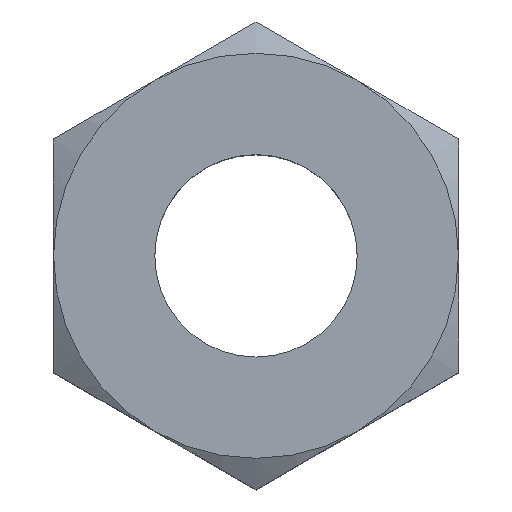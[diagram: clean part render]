
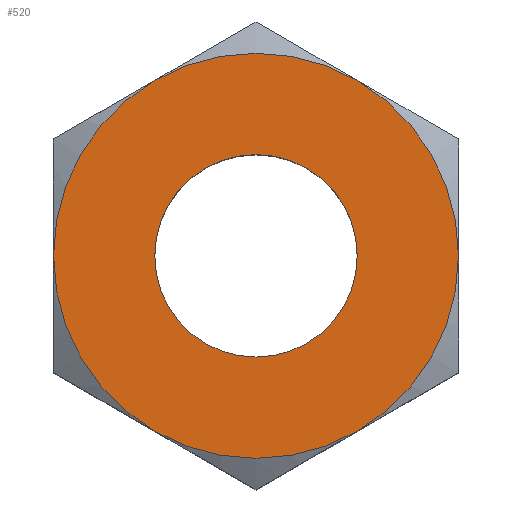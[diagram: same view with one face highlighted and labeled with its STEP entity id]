
A CAD part, top view. The second image highlights one B-rep face of the part: STEP entity #520.
In plain terms, the highlighted planar face has unit normal (0, 0, 1).
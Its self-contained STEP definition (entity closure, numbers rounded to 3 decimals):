
#10=CARTESIAN_POINT('',(3.75,0.,0.));
#20=DIRECTION('',(0.,0.,-1.));
#30=DIRECTION('',(1.,0.,0.));
#40=AXIS2_PLACEMENT_3D('',#10,#20,#30);
#50=PLANE('',#40);
#60=CARTESIAN_POINT('',(0.,0.,0.));
#70=DIRECTION('',(0.,0.,-1.));
#80=DIRECTION('',(1.,0.,0.));
#90=AXIS2_PLACEMENT_3D('',#60,#70,#80);
#100=CIRCLE('',#90,2.5);
#110=CARTESIAN_POINT('',(2.5,0.,0.));
#120=VERTEX_POINT('',#110);
#130=CARTESIAN_POINT('',(-2.5,0.,0.));
#140=VERTEX_POINT('',#130);
#150=EDGE_CURVE('',#120,#140,#100,.T.);
#160=ORIENTED_EDGE('',*,*,#150,.T.);
#170=EDGE_CURVE('',#140,#120,#100,.T.);
#180=ORIENTED_EDGE('',*,*,#170,.T.);
#190=EDGE_LOOP('',(#180,#160));
#200=FACE_BOUND('',#190,.T.);
#210=CARTESIAN_POINT('',(0.,0.,0.));
#220=DIRECTION('',(0.,0.,-1.));
#230=DIRECTION('',(1.,0.,0.));
#240=AXIS2_PLACEMENT_3D('',#210,#220,#230);
#250=CIRCLE('',#240,5.);
#260=CARTESIAN_POINT('',(5.,0.,0.));
#270=VERTEX_POINT('',#260);
#280=CARTESIAN_POINT('',(2.5,-4.33,
0.));
#290=VERTEX_POINT('',#280);
#300=EDGE_CURVE('',#270,#290,#250,.T.);
#310=ORIENTED_EDGE('',*,*,#300,.F.);
#320=CARTESIAN_POINT('',(-2.5,-4.33,
0.));
#330=VERTEX_POINT('',#320);
#340=EDGE_CURVE('',#290,#330,#250,.T.);
#350=ORIENTED_EDGE('',*,*,#340,.F.);
#360=CARTESIAN_POINT('',(-5.,0.,-0.));
#370=VERTEX_POINT('',#360);
#380=EDGE_CURVE('',#330,#370,#250,.T.);
#390=ORIENTED_EDGE('',*,*,#380,.F.);
#400=CARTESIAN_POINT('',(-2.5,4.33,
0.));
#410=VERTEX_POINT('',#400);
#420=EDGE_CURVE('',#370,#410,#250,.T.);
#430=ORIENTED_EDGE('',*,*,#420,.F.);
#440=CARTESIAN_POINT('',(2.5,4.33,
0.));
#450=VERTEX_POINT('',#440);
#460=EDGE_CURVE('',#410,#450,#250,.T.);
#470=ORIENTED_EDGE('',*,*,#460,.F.);
#480=EDGE_CURVE('',#450,#270,#250,.T.);
#490=ORIENTED_EDGE('',*,*,#480,.F.);
#500=EDGE_LOOP('',(#490,#470,#430,#390,#350,#310));
#510=FACE_OUTER_BOUND('',#500,.T.);
#520=ADVANCED_FACE('',(#200,#510),#50,.F.);
